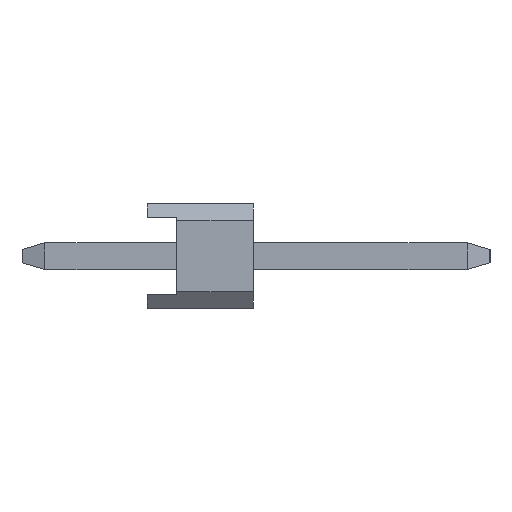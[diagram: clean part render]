
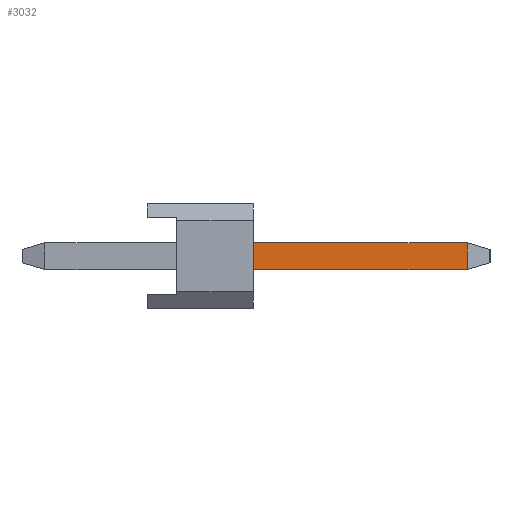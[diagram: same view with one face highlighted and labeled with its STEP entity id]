
A CAD part, left-side view. The second image highlights one B-rep face of the part: STEP entity #3032.
In plain terms, the highlighted planar face has unit normal (-1, 0, 0).
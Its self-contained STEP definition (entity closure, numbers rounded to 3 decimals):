
#2080=VERTEX_POINT('',#5500);
#2566=EDGE_CURVE('',#2806,#4054,#6031,.T.);
#2806=VERTEX_POINT('',#6301);
#3032=ADVANCED_FACE('',(#6551),#6552,.T.);
#3284=EDGE_CURVE('',#3368,#2080,#6832,.T.);
#3368=VERTEX_POINT('',#6924);
#3374=EDGE_CURVE('',#2080,#2806,#6932,.T.);
#4054=VERTEX_POINT('',#7688);
#4720=EDGE_CURVE('',#4054,#3368,#8417,.T.);
#5500=CARTESIAN_POINT('',(-13.02,-7.654,0.32));
#6031=LINE('',#10187,#10188);
#6301=CARTESIAN_POINT('',(-13.02,-7.654,-0.32));
#6551=FACE_OUTER_BOUND('',#10930,.T.);
#6552=PLANE('',#10931);
#6832=LINE('',#11328,#11329);
#6924=CARTESIAN_POINT('',(-13.02,-2.54,0.32));
#6932=LINE('',#11466,#11467);
#7688=CARTESIAN_POINT('',(-13.02,-2.54,-0.32));
#8417=LINE('',#13617,#13618);
#10187=CARTESIAN_POINT('',(-13.02,2.454,-0.32));
#10188=VECTOR('',#15064,1.0);
#10930=EDGE_LOOP('',(#15631,#15632,#15633,#15634));
#10931=AXIS2_PLACEMENT_3D('',#15635,#15636,#15637);
#11328=CARTESIAN_POINT('',(-13.02,-2.6,0.32));
#11329=VECTOR('',#15922,1.0);
#11466=CARTESIAN_POINT('',(-13.02,-7.654,0.5));
#11467=VECTOR('',#16023,1.0);
#13617=CARTESIAN_POINT('',(-13.02,-2.54,0.252));
#13618=VECTOR('',#17548,1.0);
#15064=DIRECTION('',(0.,1.0,0.));
#15631=ORIENTED_EDGE('',*,*,#4720,.F.);
#15632=ORIENTED_EDGE('',*,*,#2566,.F.);
#15633=ORIENTED_EDGE('',*,*,#3374,.F.);
#15634=ORIENTED_EDGE('',*,*,#3284,.F.);
#15635=CARTESIAN_POINT('',(-13.02,2.454,0.5));
#15636=DIRECTION('',(-1.0,0.,0.));
#15637=DIRECTION('',(0.,1.0,0.));
#15922=DIRECTION('',(0.,-1.0,0.));
#16023=DIRECTION('',(0.0,0.,-1.0));
#17548=DIRECTION('',(0.,0.,1.0));
